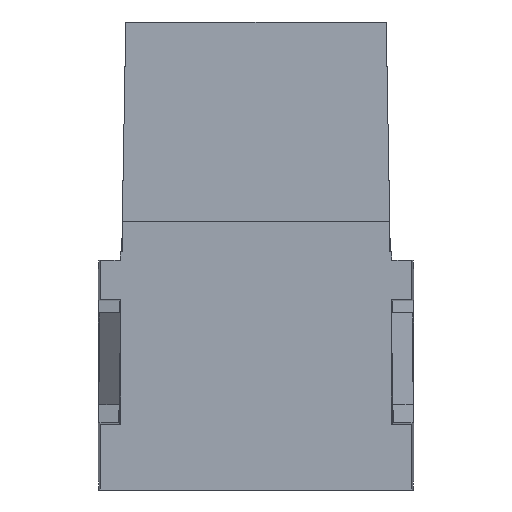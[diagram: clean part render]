
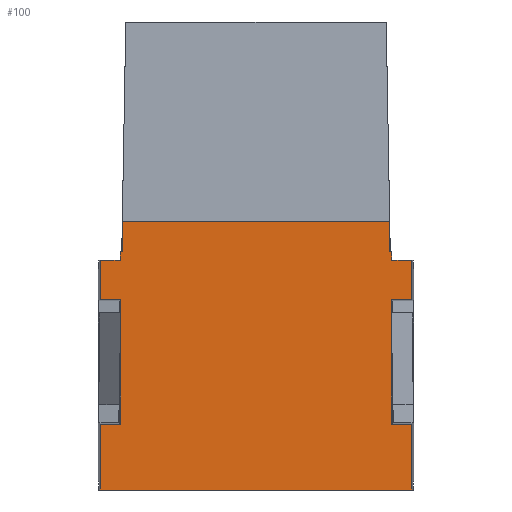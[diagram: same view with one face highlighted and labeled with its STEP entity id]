
A CAD part, front view. The second image highlights one B-rep face of the part: STEP entity #100.
In plain terms, the highlighted planar face has unit normal (0, -1, 0).
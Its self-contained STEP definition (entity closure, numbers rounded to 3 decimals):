
#100=ADVANCED_FACE('',(#256),#187,.T.);
#187=PLANE('',#1695);
#256=FACE_OUTER_BOUND('',#343,.T.);
#343=EDGE_LOOP('',(#450,#451,#452,#453,#454,#455,#456,#457,#458,#459,#460,
#461,#462,#463,#464,#465,#466,#467,#468,#469));
#450=ORIENTED_EDGE('',*,*,#1067,.F.);
#451=ORIENTED_EDGE('',*,*,#1047,.T.);
#452=ORIENTED_EDGE('',*,*,#1068,.F.);
#453=ORIENTED_EDGE('',*,*,#1069,.F.);
#454=ORIENTED_EDGE('',*,*,#1070,.F.);
#455=ORIENTED_EDGE('',*,*,#1071,.F.);
#456=ORIENTED_EDGE('',*,*,#1072,.T.);
#457=ORIENTED_EDGE('',*,*,#1073,.T.);
#458=ORIENTED_EDGE('',*,*,#1074,.T.);
#459=ORIENTED_EDGE('',*,*,#1075,.T.);
#460=ORIENTED_EDGE('',*,*,#1076,.T.);
#461=ORIENTED_EDGE('',*,*,#1057,.T.);
#462=ORIENTED_EDGE('',*,*,#1065,.F.);
#463=ORIENTED_EDGE('',*,*,#1058,.F.);
#464=ORIENTED_EDGE('',*,*,#1077,.T.);
#465=ORIENTED_EDGE('',*,*,#1078,.T.);
#466=ORIENTED_EDGE('',*,*,#1079,.F.);
#467=ORIENTED_EDGE('',*,*,#1080,.T.);
#468=ORIENTED_EDGE('',*,*,#1081,.T.);
#469=ORIENTED_EDGE('',*,*,#1082,.T.);
#897=VERTEX_POINT('',#2237);
#899=VERTEX_POINT('',#2240);
#905=VERTEX_POINT('',#2253);
#908=VERTEX_POINT('',#2259);
#909=VERTEX_POINT('',#2263);
#910=VERTEX_POINT('',#2264);
#914=VERTEX_POINT('',#2280);
#915=VERTEX_POINT('',#2282);
#916=VERTEX_POINT('',#2284);
#917=VERTEX_POINT('',#2286);
#918=VERTEX_POINT('',#2288);
#919=VERTEX_POINT('',#2290);
#920=VERTEX_POINT('',#2292);
#921=VERTEX_POINT('',#2294);
#922=VERTEX_POINT('',#2296);
#923=VERTEX_POINT('',#2299);
#924=VERTEX_POINT('',#2301);
#925=VERTEX_POINT('',#2303);
#926=VERTEX_POINT('',#2305);
#927=VERTEX_POINT('',#2307);
#1047=EDGE_CURVE('',#899,#897,#1283,.T.);
#1057=EDGE_CURVE('',#905,#908,#1293,.T.);
#1058=EDGE_CURVE('',#909,#910,#1294,.T.);
#1065=EDGE_CURVE('',#910,#908,#1301,.T.);
#1067=EDGE_CURVE('',#899,#914,#1303,.T.);
#1068=EDGE_CURVE('',#915,#897,#1304,.T.);
#1069=EDGE_CURVE('',#916,#915,#1305,.T.);
#1070=EDGE_CURVE('',#917,#916,#1306,.T.);
#1071=EDGE_CURVE('',#918,#917,#1307,.T.);
#1072=EDGE_CURVE('',#918,#919,#1308,.T.);
#1073=EDGE_CURVE('',#919,#920,#1309,.T.);
#1074=EDGE_CURVE('',#920,#921,#1310,.T.);
#1075=EDGE_CURVE('',#921,#922,#1311,.T.);
#1076=EDGE_CURVE('',#922,#905,#1312,.T.);
#1077=EDGE_CURVE('',#909,#923,#1313,.T.);
#1078=EDGE_CURVE('',#923,#924,#1314,.T.);
#1079=EDGE_CURVE('',#925,#924,#1315,.T.);
#1080=EDGE_CURVE('',#925,#926,#1316,.T.);
#1081=EDGE_CURVE('',#926,#927,#1317,.T.);
#1082=EDGE_CURVE('',#927,#914,#1318,.T.);
#1283=LINE('',#2239,#1486);
#1293=LINE('',#2260,#1496);
#1294=LINE('',#2262,#1497);
#1301=LINE('',#2276,#1504);
#1303=LINE('',#2279,#1506);
#1304=LINE('',#2281,#1507);
#1305=LINE('',#2283,#1508);
#1306=LINE('',#2285,#1509);
#1307=LINE('',#2287,#1510);
#1308=LINE('',#2289,#1511);
#1309=LINE('',#2291,#1512);
#1310=LINE('',#2293,#1513);
#1311=LINE('',#2295,#1514);
#1312=LINE('',#2297,#1515);
#1313=LINE('',#2298,#1516);
#1314=LINE('',#2300,#1517);
#1315=LINE('',#2302,#1518);
#1316=LINE('',#2304,#1519);
#1317=LINE('',#2306,#1520);
#1318=LINE('',#2308,#1521);
#1486=VECTOR('',#1806,1.);
#1496=VECTOR('',#1818,1.);
#1497=VECTOR('',#1821,1.);
#1504=VECTOR('',#1832,1.);
#1506=VECTOR('',#1836,1.);
#1507=VECTOR('',#1837,1.);
#1508=VECTOR('',#1838,1.);
#1509=VECTOR('',#1839,1.);
#1510=VECTOR('',#1840,1.);
#1511=VECTOR('',#1841,1.);
#1512=VECTOR('',#1842,1.);
#1513=VECTOR('',#1843,1.);
#1514=VECTOR('',#1844,1.);
#1515=VECTOR('',#1845,1.);
#1516=VECTOR('',#1846,1.);
#1517=VECTOR('',#1847,1.);
#1518=VECTOR('',#1848,1.);
#1519=VECTOR('',#1849,1.);
#1520=VECTOR('',#1850,1.);
#1521=VECTOR('',#1851,1.);
#1695=AXIS2_PLACEMENT_3D('',#2309,#1852,#1853);
#1806=DIRECTION('',(-1.,0.,0.));
#1818=DIRECTION('',(1.,0.,0.));
#1821=DIRECTION('',(1.,0.,0.));
#1832=DIRECTION('',(0.,0.,1.));
#1836=DIRECTION('',(0.,0.,-1.));
#1837=DIRECTION('',(0.,0.,-1.));
#1838=DIRECTION('',(1.,0.,0.));
#1839=DIRECTION('',(0.,0.,-1.));
#1840=DIRECTION('',(1.,0.,0.));
#1841=DIRECTION('',(0.,0.,-1.));
#1842=DIRECTION('',(-1.,0.,0.));
#1843=DIRECTION('',(0.,0.,-1.));
#1844=DIRECTION('',(-1.,0.,0.));
#1845=DIRECTION('',(0.,0.,-1.));
#1846=DIRECTION('',(0.,0.,-1.));
#1847=DIRECTION('',(1.,0.,0.));
#1848=DIRECTION('',(0.,0.,-1.));
#1849=DIRECTION('',(-1.,0.,0.));
#1850=DIRECTION('',(0.,0.,1.));
#1851=DIRECTION('',(1.,0.,0.));
#1852=DIRECTION('',(0.,-1.,0.));
#1853=DIRECTION('',(0.,0.,-1.));
#2237=CARTESIAN_POINT('',(6.669,-3.121,-6.912));
#2239=CARTESIAN_POINT('',(-6.669,-3.121,-6.912));
#2240=CARTESIAN_POINT('',(7.65,-3.121,-6.912));
#2253=CARTESIAN_POINT('',(-7.65,-3.121,-8.848));
#2259=CARTESIAN_POINT('',(-6.65,-3.121,-8.848));
#2260=CARTESIAN_POINT('',(-9.,-3.121,-8.848));
#2262=CARTESIAN_POINT('',(-9.,-3.121,-14.975));
#2263=CARTESIAN_POINT('',(-7.65,-3.121,-14.975));
#2264=CARTESIAN_POINT('',(-6.65,-3.121,-14.975));
#2276=CARTESIAN_POINT('',(-6.65,-3.121,-11.612));
#2279=CARTESIAN_POINT('',(7.65,-3.121,-5.012));
#2280=CARTESIAN_POINT('',(7.65,-3.121,-8.848));
#2281=CARTESIAN_POINT('',(6.669,-3.121,-6.712));
#2282=CARTESIAN_POINT('',(6.669,-3.121,-6.512));
#2283=CARTESIAN_POINT('',(-9.,-3.121,-6.512));
#2284=CARTESIAN_POINT('',(6.571,-3.121,-6.512));
#2285=CARTESIAN_POINT('',(6.571,-3.121,-11.612));
#2286=CARTESIAN_POINT('',(6.571,-3.121,-5.012));
#2287=CARTESIAN_POINT('',(-9.,-3.121,-5.012));
#2288=CARTESIAN_POINT('',(-6.571,-3.121,-5.012));
#2289=CARTESIAN_POINT('',(-6.571,-3.121,-11.612));
#2290=CARTESIAN_POINT('',(-6.571,-3.121,-6.512));
#2291=CARTESIAN_POINT('',(-9.,-3.121,-6.512));
#2292=CARTESIAN_POINT('',(-6.669,-3.121,-6.512));
#2293=CARTESIAN_POINT('',(-6.669,-3.121,-11.612));
#2294=CARTESIAN_POINT('',(-6.669,-3.121,-6.912));
#2295=CARTESIAN_POINT('',(-6.669,-3.121,-6.912));
#2296=CARTESIAN_POINT('',(-7.65,-3.121,-6.912));
#2297=CARTESIAN_POINT('',(-7.65,-3.121,-11.612));
#2298=CARTESIAN_POINT('',(-7.65,-3.121,-11.612));
#2299=CARTESIAN_POINT('',(-7.65,-3.121,-18.212));
#2300=CARTESIAN_POINT('',(-9.,-3.121,-18.212));
#2301=CARTESIAN_POINT('',(7.65,-3.121,-18.212));
#2302=CARTESIAN_POINT('',(7.65,-3.121,-5.012));
#2303=CARTESIAN_POINT('',(7.65,-3.121,-14.975));
#2304=CARTESIAN_POINT('',(-9.,-3.121,-14.975));
#2305=CARTESIAN_POINT('',(6.65,-3.121,-14.975));
#2306=CARTESIAN_POINT('',(6.65,-3.121,-11.612));
#2307=CARTESIAN_POINT('',(6.65,-3.121,-8.848));
#2308=CARTESIAN_POINT('',(-9.,-3.121,-8.848));
#2309=CARTESIAN_POINT('',(-9.,-3.121,-11.612));
